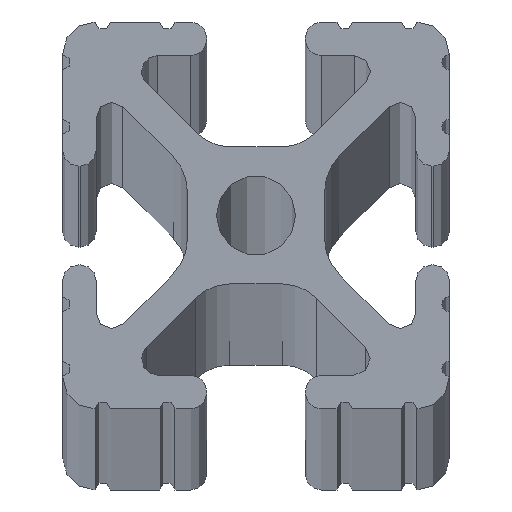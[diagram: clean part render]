
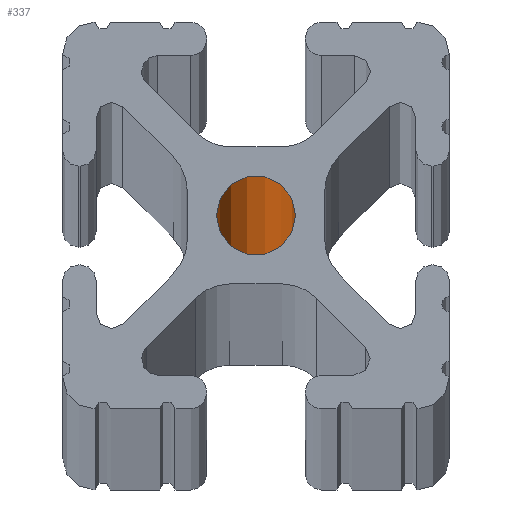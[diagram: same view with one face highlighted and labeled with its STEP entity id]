
A CAD part, top view. The second image highlights one B-rep face of the part: STEP entity #337.
In plain terms, the highlighted cylindrical face has radius 2.603 mm (diameter 5.207 mm), a partial arc.
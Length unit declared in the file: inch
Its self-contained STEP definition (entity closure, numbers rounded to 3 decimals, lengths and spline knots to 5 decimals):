
#82 = CARTESIAN_POINT ( 'NONE',  ( 0.1025, 0., 60. ) ) ;
#172 = EDGE_CURVE ( 'NONE', #1916, #2428, #2968, .T. ) ;
#180 = CARTESIAN_POINT ( 'NONE',  ( 0., 0., 60. ) ) ;
#266 = CARTESIAN_POINT ( 'NONE',  ( -0.1025, 0., 60. ) ) ;
#337 = ADVANCED_FACE ( 'NONE', ( #3432 ), #2881, .F. ) ;
#341 = VERTEX_POINT ( 'NONE', #3203 ) ;
#500 = DIRECTION ( 'NONE',  ( 1., 0., 0. ) ) ;
#576 = VERTEX_POINT ( 'NONE', #266 ) ;
#985 = CARTESIAN_POINT ( 'NONE',  ( 0., 0., -60. ) ) ;
#1022 = EDGE_CURVE ( 'NONE', #576, #341, #1641, .T. ) ;
#1204 = EDGE_CURVE ( 'NONE', #2428, #341, #2470, .T. ) ;
#1284 = CARTESIAN_POINT ( 'NONE',  ( 0.1025, 0., 60. ) ) ;
#1306 = ORIENTED_EDGE ( 'NONE', *, *, #3668, .T. ) ;
#1323 = DIRECTION ( 'NONE',  ( 1., 0., 0. ) ) ;
#1453 = DIRECTION ( 'NONE',  ( 0., 0., -1. ) ) ;
#1620 = CARTESIAN_POINT ( 'NONE',  ( -0.1025, 0., 60. ) ) ;
#1641 = LINE ( 'NONE', #1620, #1750 ) ;
#1750 = VECTOR ( 'NONE', #2456, 39.37008 ) ;
#1768 = ORIENTED_EDGE ( 'NONE', *, *, #172, .F. ) ;
#1784 = ORIENTED_EDGE ( 'NONE', *, *, #1204, .F. ) ;
#1915 = CIRCLE ( 'NONE', #3271, 0.1025 ) ;
#1916 = VERTEX_POINT ( 'NONE', #82 ) ;
#2300 = DIRECTION ( 'NONE',  ( 0., 0., 1. ) ) ;
#2350 = CARTESIAN_POINT ( 'NONE',  ( 0.1025, 0., -60. ) ) ;
#2428 = VERTEX_POINT ( 'NONE', #2350 ) ;
#2456 = DIRECTION ( 'NONE',  ( 0., 0., -1. ) ) ;
#2470 = CIRCLE ( 'NONE', #2481, 0.1025 ) ;
#2475 = EDGE_LOOP ( 'NONE', ( #1768, #1306, #3029, #1784 ) ) ;
#2481 = AXIS2_PLACEMENT_3D ( 'NONE', #985, #2978, #1323 ) ;
#2678 = VECTOR ( 'NONE', #1453, 39.37008 ) ;
#2881 = CYLINDRICAL_SURFACE ( 'NONE', #3279, 0.1025 ) ;
#2968 = LINE ( 'NONE', #1284, #2678 ) ;
#2978 = DIRECTION ( 'NONE',  ( 0., 0., 1. ) ) ;
#3029 = ORIENTED_EDGE ( 'NONE', *, *, #1022, .T. ) ;
#3203 = CARTESIAN_POINT ( 'NONE',  ( -0.1025, 0., -60. ) ) ;
#3271 = AXIS2_PLACEMENT_3D ( 'NONE', #180, #2300, #500 ) ;
#3279 = AXIS2_PLACEMENT_3D ( 'NONE', #3301, #3317, #3570 ) ;
#3301 = CARTESIAN_POINT ( 'NONE',  ( 0., 0., 60. ) ) ;
#3317 = DIRECTION ( 'NONE',  ( 0., 0., -1. ) ) ;
#3432 = FACE_OUTER_BOUND ( 'NONE', #2475, .T. ) ;
#3570 = DIRECTION ( 'NONE',  ( -1., 0., 0. ) ) ;
#3668 = EDGE_CURVE ( 'NONE', #1916, #576, #1915, .T. ) ;
